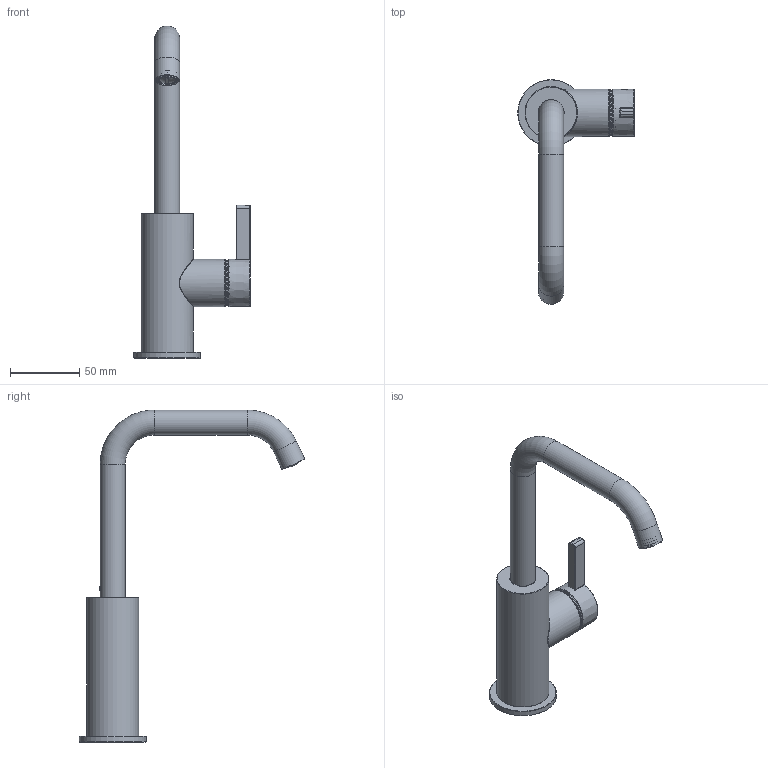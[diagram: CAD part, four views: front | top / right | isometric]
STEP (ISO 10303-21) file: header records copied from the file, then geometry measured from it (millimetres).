
FILE_DESCRIPTION(/* description */ ('Unknown'),/* implementation_level */ '2;1');
FILE_NAME(/* name */ 'AC004-00',/* time_stamp */ '2023-10-10T08:07:01+02:00',/* author */ ('Unknown'),/* organization */ ('Unknown'),/* preprocessor_version */ 'ST-DEVELOPER v18.102',/* originating_system */ 'Solid Edge',/* authorisation */ 'Unknown');
FILE_SCHEMA (('AUTOMOTIVE_DESIGN {1 0 10303 214 3 1 1}'));
Length unit declared in the file: millimetre
Products named in the file (12): AC004-00; L044-06; L004-01; CB003-002_oa_0; CB003-002-1; AC004-02; AC004-03; AC004-002_oa_1; AC004-01; AC004-003; AC004-05; CB004-11
Assembly tree (11 placements, depth 3):
  AC004-00
    L044-06
    L004-01
    CB003-002_oa_0
      CB003-002-1
    AC004-02
    AC004-03
    AC004-002_oa_1
      AC004-01
    AC004-003
      AC004-05
      CB004-11
Bounding box: 83.82 x 162.16 x 239.01 mm (x, y, z)
Volume: 115377.6 mm3; surface area: 68344 mm2
Topology: 8 solids, 8 shells, 469 faces, 1148 edges, 713 vertices
Faces by surface type: plane 175, cylinder 92, bspline 89, cone 52, torus 42, sphere 19
Full cylindrical faces by diameter (mm): 3.2 x2, 3.242 x1, 3.3 x1, 4 x2, 5 x3, 5.5 x1, 6 x4, 6.8 x1, 9 x2, 11 x2, 12.196 x1, 13.464 x1, 14 x2, 14.3 x1, 14.577 x1, 15.033 x1, 15.218 x1, 15.229 x1, 15.417 x2, 16 x1, 16.5 x2, 16.75 x1, 17.3 x1, 18 x3, 18.3 x1, 24.8 x1, 25 x1, 27 x1, 28 x1, 28.5 x1
Entity records: 16906 total; most frequent: CARTESIAN_POINT 4155, ORIENTED_EDGE 1894, DIRECTION 1878, EDGE_CURVE 947, AXIS2_PLACEMENT_3D 754, VERTEX_POINT 660, FACE_BOUND 649, EDGE_LOOP 640
